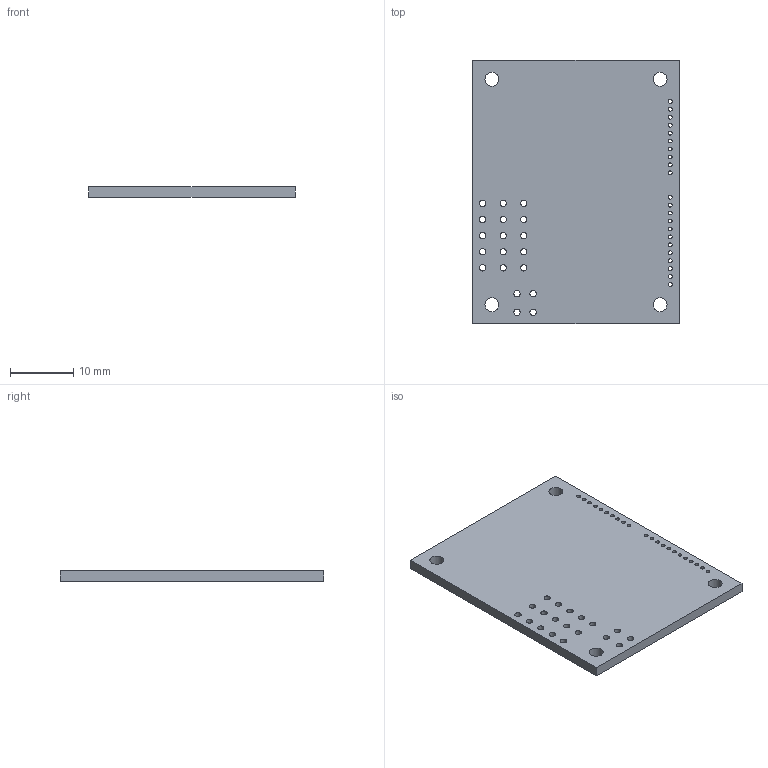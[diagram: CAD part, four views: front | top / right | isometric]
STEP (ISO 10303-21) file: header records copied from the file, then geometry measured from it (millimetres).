
FILE_DESCRIPTION(('KiCad electronic assembly'),'2;1');
FILE_NAME('Main.step','2022-04-13T11:49:02',('Pcbnew'),('Kicad'), 'Open CASCADE STEP processor 7.6','KiCad to STEP converter','Unknown' );
FILE_SCHEMA(('AUTOMOTIVE_DESIGN { 1 0 10303 214 1 1 1 1 }'));
Length unit declared in the file: millimetre
Products named in the file (2): Main 1; Main PCB
Assembly tree (1 placements, depth 2):
  Main 1
    Main PCB
Bounding box: 32.5 x 41.5 x 1.6 mm (x, y, z)
Volume: 2099.8 mm3; surface area: 3067.7 mm2
Topology: 1 solids, 1 shells, 51 faces, 147 edges, 98 vertices
Faces by surface type: cylinder 45, plane 6
Full cylindrical faces by diameter (mm): 0.6 x22, 1 x19, 2.2 x4
Entity records: 3869 total; most frequent: DIRECTION 637, CARTESIAN_POINT 592, ORIENTED_EDGE 294, PCURVE 294, DEFINITIONAL_REPRESENTATION 294, LINE 261, VECTOR 261, CIRCLE 180
